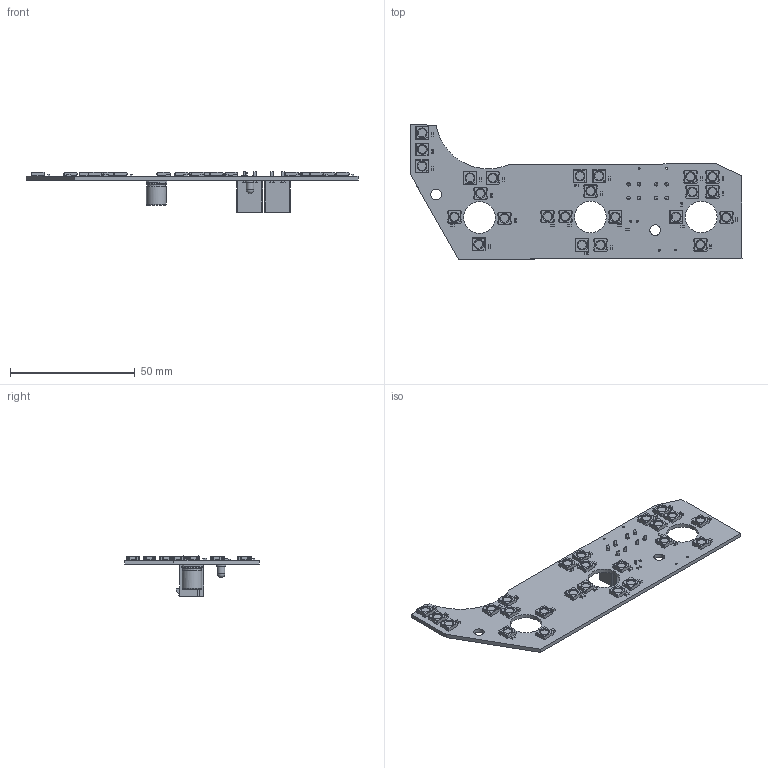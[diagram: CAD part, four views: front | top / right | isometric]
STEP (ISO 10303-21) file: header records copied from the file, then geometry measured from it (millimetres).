
FILE_DESCRIPTION(('KiCad electronic assembly'),'2;1');
FILE_NAME('ELEC PANEL.step','2023-05-18T15:08:51',('Pcbnew'),('Kicad'), 'Open CASCADE STEP processor 7.6','KiCad to STEP converter','Unknown' );
FILE_SCHEMA(('AUTOMOTIVE_DESIGN { 1 0 10303 214 1 1 1 1 }'));
Length unit declared in the file: millimetre
Products named in the file (14): ELEC PANEL 1; LED_WS2812B_PLCC4_5.0x5.0mm_P3.2mm; SOLID; R_0603_1608Metric; C_0603_1608Metric; CP_Elec_8x10; LED_D3.0mm_GREEN; Molex_Mini-Fit_Jr_5566-04A_2x02_P4.20mm_Vertical; ELEC PANEL PCB
Assembly tree (60 placements, depth 3):
  ELEC PANEL 1
    LED_WS2812B_PLCC4_5.0x5.0mm_P3.2mm  x24
      SOLID
    R_0603_1608Metric
      SOLID
    C_0603_1608Metric  x24
      SOLID
    CP_Elec_8x10
      SOLID
    LED_D3.0mm_GREEN
      SOLID
    Molex_Mini-Fit_Jr_5566-04A_2x02_P4.20mm_Vertical  x2
      SOLID
    ELEC PANEL PCB
Bounding box: 133.12 x 53.82 x 16.3 mm (x, y, z)
Volume: 9953.6 mm3; surface area: 15454.2 mm2
Topology: 54 solids, 54 shells, 2715 faces, 7649 edges, 5044 vertices
Faces by surface type: plane 1826, cylinder 857, cone 24, torus 4, bspline 2, revolution 1, sphere 1
Full cylindrical faces by diameter (mm): 0.7 x4, 0.9 x2, 1.4 x8, 3 x1, 3.333 x24, 4.3 x2, 8 x2, 12.7 x3
Entity records: 28014 total; most frequent: CARTESIAN_POINT 5391, DIRECTION 3998, LINE 2763, VECTOR 2763, ORIENTED_EDGE 2056, PCURVE 2056, DEFINITIONAL_REPRESENTATION 2056, EDGE_CURVE 1028
